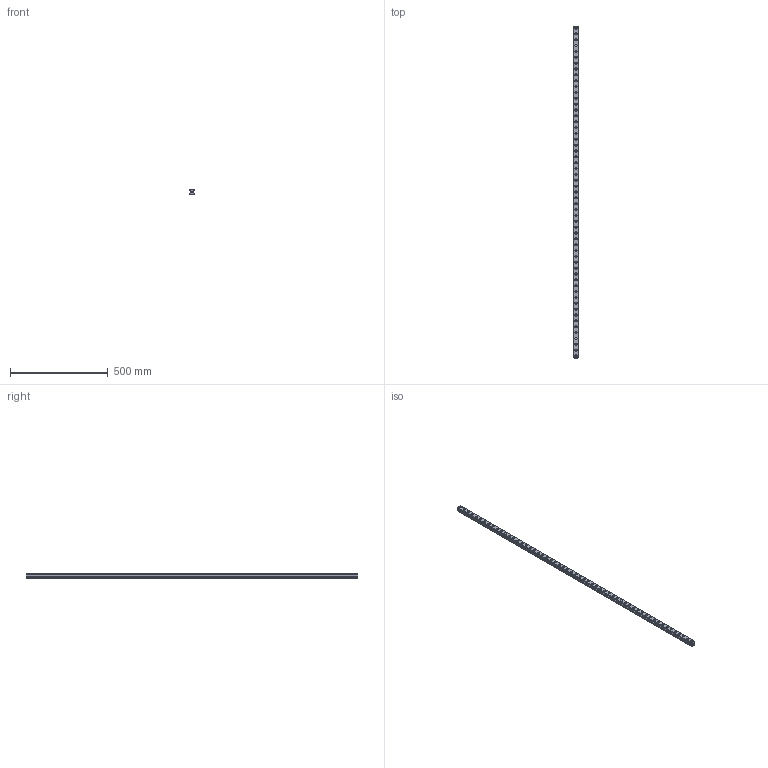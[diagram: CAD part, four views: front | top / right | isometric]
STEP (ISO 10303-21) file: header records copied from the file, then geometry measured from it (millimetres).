
FILE_DESCRIPTION(('STEP AP214'),'1');
FILE_NAME('cctmp_58FC3337-1FF8-4516-970F-9D5317B941DC_2021_03_10_11_50_08_0442..stp','2021-03-10T10:50:08',('HIWIN GmbH'),('CADClick - www.CADClick.com'),'Spatial InterOp 3D',' ','unknown authorization');
FILE_SCHEMA(('AUTOMOTIVE_DESIGN'));
Length unit declared in the file: millimetre
Products named in the file (1): RGR25R1700H_FILE
Bounding box: 23 x 1700 x 23.6 mm (x, y, z)
Volume: 681286.9 mm3; surface area: 211579.8 mm2
Topology: 1 solids, 1 shells, 630 faces, 1359 edges, 906 vertices
Faces by surface type: cylinder 360, plane 270
Entity records: 22507 total; most frequent: DIRECTION 3341, CARTESIAN_POINT 2896, ORIENTED_EDGE 2718, EDGE_CURVE 1359, AXIS2_PLACEMENT_3D 1351, VERTEX_POINT 906, EDGE_LOOP 805, CIRCLE 720
